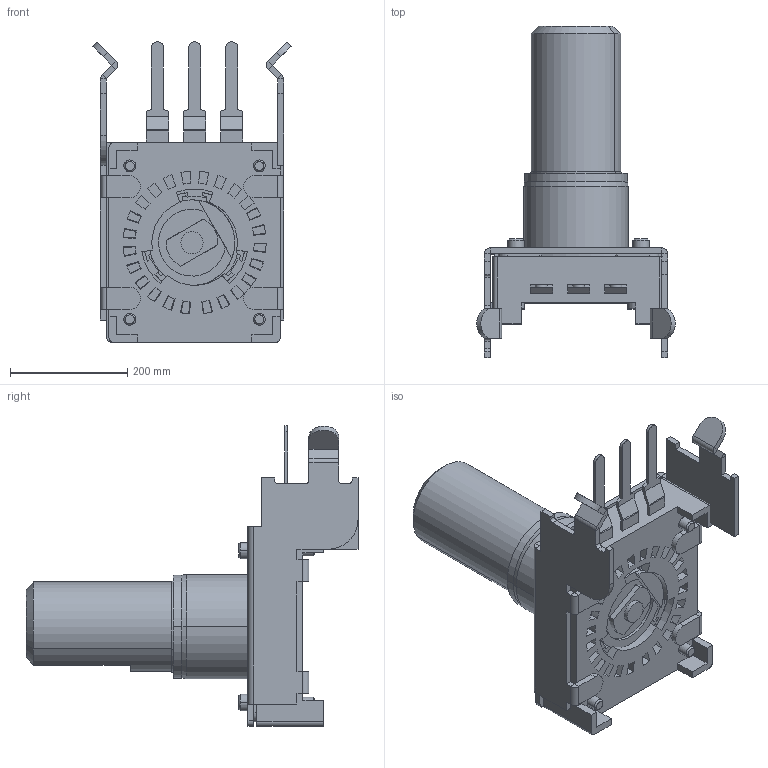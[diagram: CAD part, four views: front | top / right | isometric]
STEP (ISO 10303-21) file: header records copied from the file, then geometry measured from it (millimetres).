
FILE_DESCRIPTION((''),'2;1');
FILE_NAME('PEC12R-2020F-N0012_ASM','2014-07-15T',('Administrator'),(''),'PRO/ENGINEER BY PARAMETRIC TECHNOLOGY CORPORATION, 2002180','PRO/ENGINEER BY PARAMETRIC TECHNOLOGY CORPORATION, 2002180','');
FILE_SCHEMA(('CONFIG_CONTROL_DESIGN'));
Length unit declared in the file: inch
Products named in the file (8): PRT0002; ED12JCP-15; ED12BT-15_ASM; ED12TP-1; EI12009S; ED1215ZJ; ED12ZX-1; PEC12R-2020F-N0012_ASM
Assembly tree (7 placements, depth 3):
  PEC12R-2020F-N0012_ASM
    ED12BT-15_ASM
      PRT0002
      ED12JCP-15
    ED12TP-1
    EI12009S
    ED1215ZJ
    ED12ZX-1
Bounding box: 338.8 x 566.42 x 513.08 mm (x, y, z)
Volume: 15685238.2 mm3; surface area: 1743178.7 mm2
Topology: 8 solids, 8 shells, 1114 faces, 3070 edges, 1903 vertices
Faces by surface type: plane 727, cylinder 310, cone 39, bspline 36, torus 2
Entity records: 36724 total; most frequent: CARTESIAN_POINT 7417, ORIENTED_EDGE 6140, DIRECTION 6128, EDGE_CURVE 3070, VECTOR 2064, LINE 2064, AXIS2_PLACEMENT_3D 2032, VERTEX_POINT 1903
